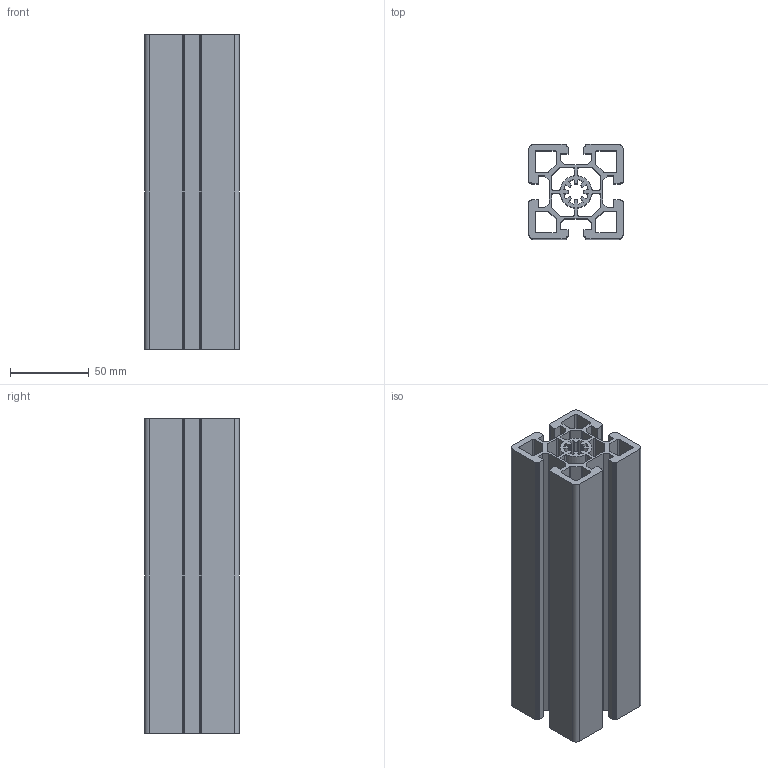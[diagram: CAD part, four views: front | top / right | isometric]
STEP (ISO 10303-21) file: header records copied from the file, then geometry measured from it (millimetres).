
FILE_DESCRIPTION (( 'STEP AP203' ), '1' );
FILE_NAME ('AL-PS-6060-A Àëþìèíèåâûé êîíñòðóêöèîííûé ïðîôèëü 60õ60 óñèëåííûé àíîäèðîâàííûé.STEP', '2023-11-21T05:41:52', ( '' ), ( '' ), 'SwSTEP 2.0', 'SolidWorks 2021', '' );
FILE_SCHEMA (( 'CONFIG_CONTROL_DESIGN' ));
Length unit declared in the file: millimetre
Products named in the file (1): AL-PS-6060-A Àëþìèíèåâûé êîíñòðóêöèîííûé ïðîôèëü 60õ60 óñèëåííûé àíîäèðîâàííûé
Bounding box: 60 x 60 x 200 mm (x, y, z)
Volume: 287600.5 mm3; surface area: 180936.3 mm2
Topology: 1 solids, 1 shells, 213 faces, 633 edges, 422 vertices
Faces by surface type: plane 118, cylinder 95
Entity records: 7290 total; most frequent: CARTESIAN_POINT 1269, ORIENTED_EDGE 1266, DIRECTION 1251, EDGE_CURVE 633, VECTOR 443, LINE 443, VERTEX_POINT 422, AXIS2_PLACEMENT_3D 404
